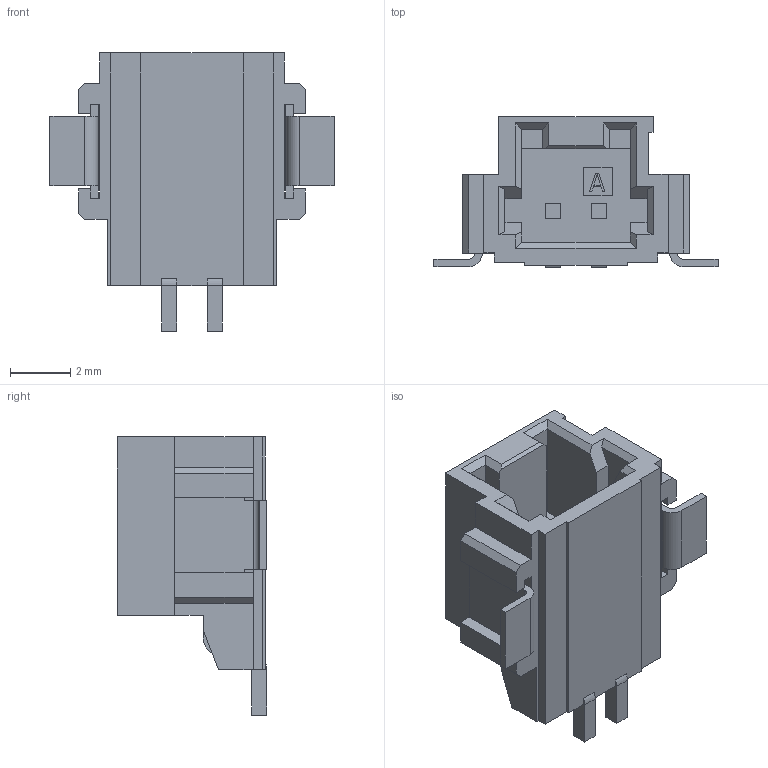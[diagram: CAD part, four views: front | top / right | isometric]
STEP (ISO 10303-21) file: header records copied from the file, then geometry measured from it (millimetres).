
FILE_DESCRIPTION((''),'2;1');
FILE_NAME('C-0292228-02-3','2007-09-05T',('workeradm'),('Tyco Electronics Corporation'),'PRO/ENGINEER BY PARAMETRIC TECHNOLOGY CORPORATION, 2005450','PRO/ENGINEER BY PARAMETRIC TECHNOLOGY CORPORATION, 2005450','');
FILE_SCHEMA(('CONFIG_CONTROL_DESIGN', 'GEOMETRIC_VALIDATION_PROPERTIES_MIM'));
Length unit declared in the file: millimetre
Products named in the file (1): C-0292228-02-3
Bounding box: 9.4 x 4.95 x 9.2 mm (x, y, z)
Volume: 134.8 mm3; surface area: 371.9 mm2
Topology: 1 solids, 1 shells, 154 faces, 434 edges, 286 vertices
Faces by surface type: plane 146, cylinder 8
Entity records: 5011 total; most frequent: CARTESIAN_POINT 875, ORIENTED_EDGE 868, DIRECTION 758, EDGE_CURVE 434, VECTOR 418, LINE 418, VERTEX_POINT 286, AXIS2_PLACEMENT_3D 170
